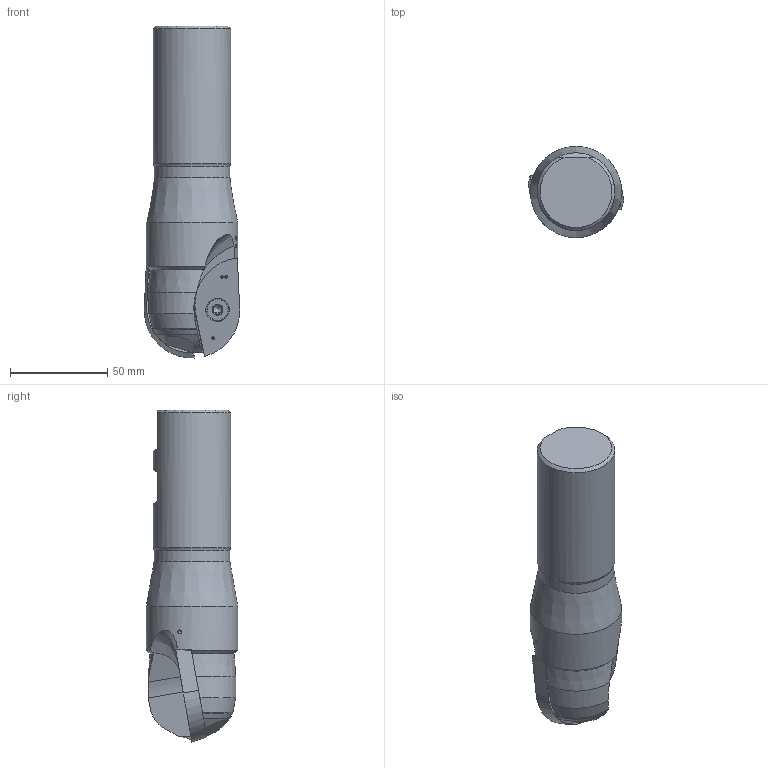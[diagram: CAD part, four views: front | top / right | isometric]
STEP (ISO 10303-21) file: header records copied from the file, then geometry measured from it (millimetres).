
FILE_DESCRIPTION(/* description */ (''),/* implementation_level */ '2;1');
FILE_NAME(/* name */ '1580292565242.stp',/* time_stamp */ '2020-01-29T15:39:39+05:00',/* author */ (''),/* organization */ ('SMS'),/* preprocessor_version */ 'ST-DEVELOPER v16.7',/* originating_system */ 'SIEMENS PLM Software NX 12.0',/* authorisation */ '');
FILE_SCHEMA (('AUTOMOTIVE_DESIGN { 1 0 10303 214 3 1 1 1 }'));
Length unit declared in the file: millimetre
Products named in the file (4): ASSEMBLY_CONSTRUCTION; 202032876mod000_00; 202353486mod000_00; 202354791mod000_00
Assembly tree (4 placements, depth 2):
  202354791mod000_00
    202353486mod000_00
    202032876mod000_00  x2
    ASSEMBLY_CONSTRUCTION
Bounding box: 49.11 x 47 x 170.97 mm (x, y, z)
Volume: 210163.2 mm3; surface area: 30420.3 mm2
Topology: 3 solids, 3 shells, 148 faces, 380 edges, 259 vertices
Faces by surface type: cylinder 49, cone 44, plane 35, torus 13, sphere 5, bspline 2
Full cylindrical faces by diameter (mm): 2 x3, 7.2 x2, 9 x2, 39 x1, 39.992 x1, 47 x1
Entity records: 5549 total; most frequent: CARTESIAN_POINT 2426, ORIENTED_EDGE 602, DIRECTION 576, EDGE_CURVE 301, AXIS2_PLACEMENT_3D 252, VERTEX_POINT 212, EDGE_LOOP 170, ADVANCED_FACE 133
